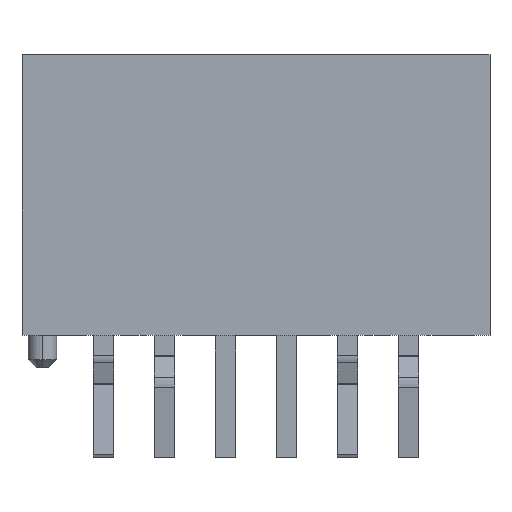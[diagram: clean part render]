
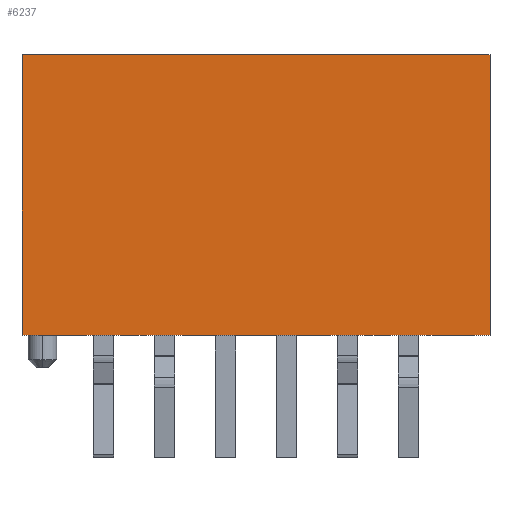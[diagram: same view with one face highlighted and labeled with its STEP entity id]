
A CAD part, front view. The second image highlights one B-rep face of the part: STEP entity #6237.
In plain terms, the highlighted planar face has unit normal (0, -1, 0).
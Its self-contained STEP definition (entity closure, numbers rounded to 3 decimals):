
#14=DIRECTION('',(1.,0.,0.));
#15=VECTOR('',#14,11.5);
#16=CARTESIAN_POINT('',(-5.75,-2.35,0.));
#17=LINE('',#16,#15);
#1830=DIRECTION('',(1.,0.,0.));
#1831=VECTOR('',#1830,11.5);
#1832=CARTESIAN_POINT('',(-5.75,-2.35,-6.9));
#1833=LINE('',#1832,#1831);
#1926=DIRECTION('',(0.,0.,-1.));
#1927=VECTOR('',#1926,6.9);
#1928=CARTESIAN_POINT('',(5.75,-2.35,0.));
#1929=LINE('',#1928,#1927);
#2002=DIRECTION('',(0.,0.,-1.));
#2003=VECTOR('',#2002,6.9);
#2004=CARTESIAN_POINT('',(-5.75,-2.35,0.));
#2005=LINE('',#2004,#2003);
#2649=CARTESIAN_POINT('',(-5.75,-2.35,0.));
#2651=VERTEX_POINT('',#2649);
#2652=CARTESIAN_POINT('',(5.75,-2.35,0.));
#2653=VERTEX_POINT('',#2652);
#2656=CARTESIAN_POINT('',(-5.75,-2.35,-6.9));
#2657=CARTESIAN_POINT('',(5.75,-2.35,-6.9));
#2658=VERTEX_POINT('',#2656);
#2659=VERTEX_POINT('',#2657);
#6226=CARTESIAN_POINT('',(-5.75,-2.35,0.));
#6227=DIRECTION('',(0.,-1.,0.));
#6228=DIRECTION('',(1.,0.,0.));
#6229=AXIS2_PLACEMENT_3D('',#6226,#6227,#6228);
#6230=PLANE('',#6229);
#6231=ORIENTED_EDGE('',*,*,#3495,.T.);
#6232=ORIENTED_EDGE('',*,*,#6019,.T.);
#6233=ORIENTED_EDGE('',*,*,#5940,.F.);
#6234=ORIENTED_EDGE('',*,*,#3815,.F.);
#6235=EDGE_LOOP('',(#6231,#6232,#6233,#6234));
#6236=FACE_OUTER_BOUND('',#6235,.F.);
#3495=EDGE_CURVE('',#2651,#2653,#17,.T.);
#3815=EDGE_CURVE('',#2651,#2658,#2005,.T.);
#5940=EDGE_CURVE('',#2658,#2659,#1833,.T.);
#6019=EDGE_CURVE('',#2653,#2659,#1929,.T.);
#6237=ADVANCED_FACE('',(#6236),#6230,.T.);
